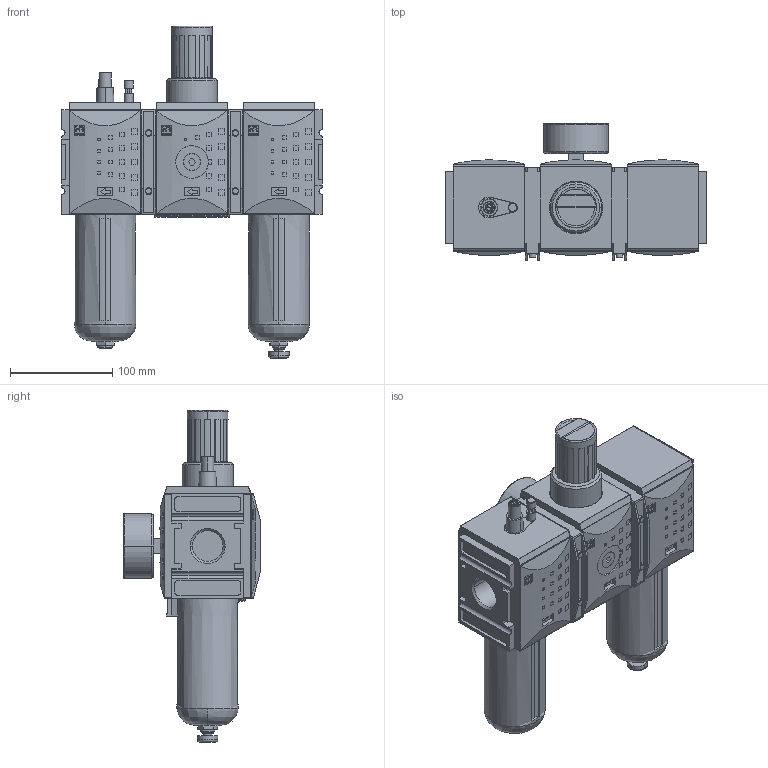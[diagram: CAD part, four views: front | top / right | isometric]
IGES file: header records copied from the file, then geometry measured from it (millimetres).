
Start section: SolidWorks IGES file using analytic representation for surfaces
Global section: file name: KS3U-41.IGS; native system: SolidWorks 2013; preprocessor: SolidWorks 2013; author: technolog; date: 140113.095926; units: millimetre
Bounding box: 255 x 133.61 x 324.9 mm (x, y, z)
Volume: 3313233 mm3; surface area: 303497.9 mm2
Topology: 19 solids, 19 shells, 2419 faces, 13228 edges, 17289 vertices
Faces by surface type: plane 1596, revolution 666, bspline 157
